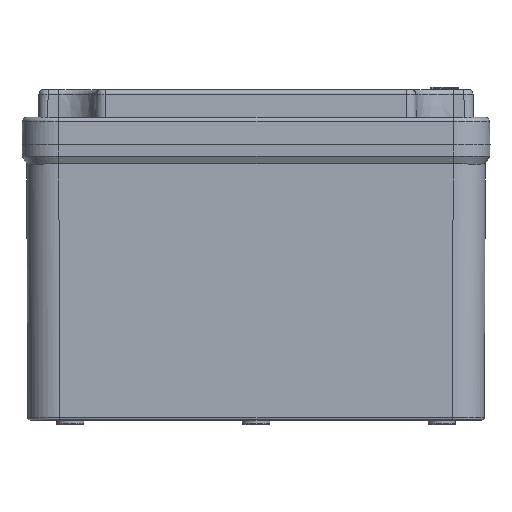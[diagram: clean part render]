
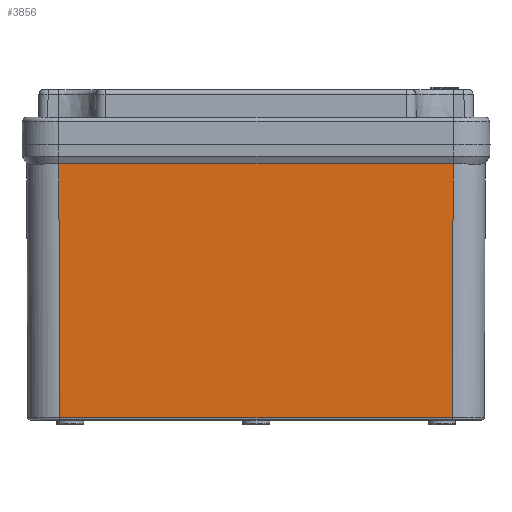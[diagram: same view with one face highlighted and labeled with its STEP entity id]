
A CAD part, left-side view. The second image highlights one B-rep face of the part: STEP entity #3856.
In plain terms, the highlighted planar face has unit normal (-1, 0, -0.004).
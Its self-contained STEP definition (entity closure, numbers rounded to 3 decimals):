
#1187=LINE('',#20426,#1908);
#1188=LINE('',#20429,#1909);
#1189=LINE('',#20431,#1910);
#1190=LINE('',#20433,#1911);
#1908=VECTOR('',#15489,1.);
#1909=VECTOR('',#15490,1.);
#1910=VECTOR('',#15491,1.);
#1911=VECTOR('',#15492,1.);
#2752=FACE_OUTER_BOUND('',#5149,.T.);
#3856=ADVANCED_FACE('',(#2752),#4581,.T.);
#4581=PLANE('',#13661);
#5149=EDGE_LOOP('',(#6707,#6708,#6709,#6710));
#6707=ORIENTED_EDGE('',*,*,#11291,.T.);
#6708=ORIENTED_EDGE('',*,*,#11292,.T.);
#6709=ORIENTED_EDGE('',*,*,#11293,.T.);
#6710=ORIENTED_EDGE('',*,*,#11294,.T.);
#9971=VERTEX_POINT('',#20427);
#9972=VERTEX_POINT('',#20428);
#9973=VERTEX_POINT('',#20430);
#9974=VERTEX_POINT('',#20432);
#11291=EDGE_CURVE('',#9971,#9972,#1187,.T.);
#11292=EDGE_CURVE('',#9972,#9973,#1188,.T.);
#11293=EDGE_CURVE('',#9973,#9974,#1189,.T.);
#11294=EDGE_CURVE('',#9974,#9971,#1190,.T.);
#13661=AXIS2_PLACEMENT_3D('',#20434,#15493,#15494);
#15489=DIRECTION('',(-0.004,-0.004,1.));
#15490=DIRECTION('',(0.,1.,0.));
#15491=DIRECTION('',(0.004,-0.004,-1.));
#15492=DIRECTION('',(0.,-1.,0.));
#15493=DIRECTION('',(-1.,0.,-0.004));
#15494=DIRECTION('',(-0.004,0.,1.));
#20426=CARTESIAN_POINT('',(-50.,-43.,60.031));
#20427=CARTESIAN_POINT('',(-49.74,-42.74,0.498));
#20428=CARTESIAN_POINT('',(-49.982,-42.991,55.812));
#20429=CARTESIAN_POINT('',(-49.982,-50.,55.812));
#20430=CARTESIAN_POINT('',(-49.982,42.991,55.812));
#20431=CARTESIAN_POINT('',(-49.998,42.998,59.594));
#20432=CARTESIAN_POINT('',(-49.74,42.74,0.498));
#20433=CARTESIAN_POINT('',(-49.74,-50.,0.498));
#20434=CARTESIAN_POINT('',(-50.,-50.,60.));
